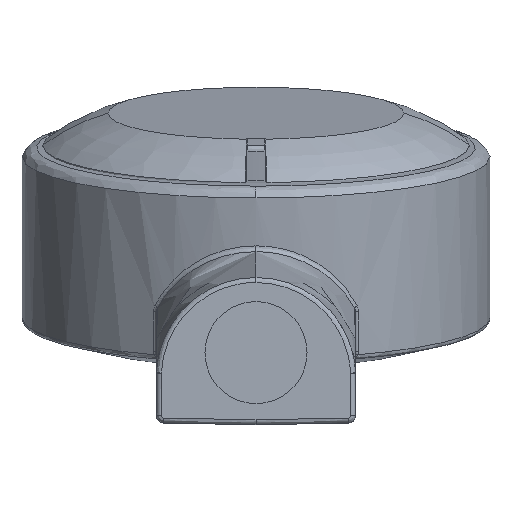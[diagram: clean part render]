
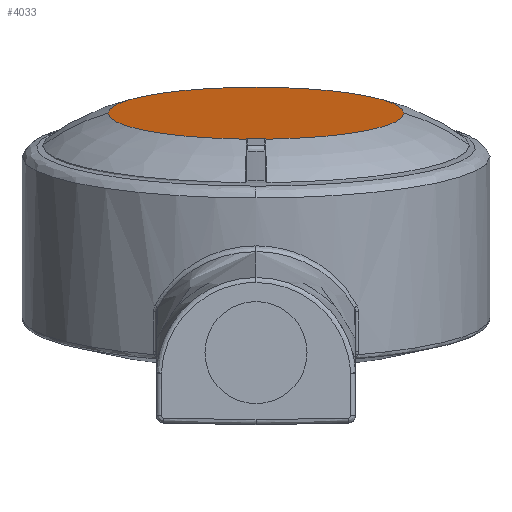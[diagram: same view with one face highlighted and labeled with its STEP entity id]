
A CAD part, front view. The second image highlights one B-rep face of the part: STEP entity #4033.
In plain terms, the highlighted face is planar.
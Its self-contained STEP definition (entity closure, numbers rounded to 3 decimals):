
#157 = EDGE_LOOP ( 'NONE', ( #1541, #1467 ) ) ;
#325 = EDGE_CURVE ( 'NONE', #2300, #4151, #464, .T. ) ;
#464 = CIRCLE ( 'NONE', #3138, 29.75 ) ;
#633 = CIRCLE ( 'NONE', #1388, 29.75 ) ;
#1114 = CARTESIAN_POINT ( 'NONE',  ( 0., -9.5, 0. ) ) ;
#1388 = AXIS2_PLACEMENT_3D ( 'NONE', #3971, #2321, #1955 ) ;
#1467 = ORIENTED_EDGE ( 'NONE', *, *, #325, .T. ) ;
#1541 = ORIENTED_EDGE ( 'NONE', *, *, #3406, .T. ) ;
#1558 = AXIS2_PLACEMENT_3D ( 'NONE', #4162, #3181, #2528 ) ;
#1618 = CARTESIAN_POINT ( 'NONE',  ( 0., -9.5, 29.75 ) ) ;
#1955 = DIRECTION ( 'NONE',  ( 0., 0., -1. ) ) ;
#2138 = FACE_OUTER_BOUND ( 'NONE', #157, .T. ) ;
#2300 = VERTEX_POINT ( 'NONE', #1618 ) ;
#2321 = DIRECTION ( 'NONE',  ( 0., -1., 0. ) ) ;
#2384 = DIRECTION ( 'NONE',  ( 0., -1., 0. ) ) ;
#2507 = CARTESIAN_POINT ( 'NONE',  ( 0., -9.5, -29.75 ) ) ;
#2528 = DIRECTION ( 'NONE',  ( -1., 0., 0. ) ) ;
#2549 = PLANE ( 'NONE',  #1558 ) ;
#3138 = AXIS2_PLACEMENT_3D ( 'NONE', #1114, #2384, #3338 ) ;
#3181 = DIRECTION ( 'NONE',  ( 0., 1., 0. ) ) ;
#3338 = DIRECTION ( 'NONE',  ( 0., 0., -1. ) ) ;
#3406 = EDGE_CURVE ( 'NONE', #4151, #2300, #633, .T. ) ;
#3971 = CARTESIAN_POINT ( 'NONE',  ( 0., -9.5, 0. ) ) ;
#4033 = ADVANCED_FACE ( 'NONE', ( #2138 ), #2549, .F. ) ;
#4151 = VERTEX_POINT ( 'NONE', #2507 ) ;
#4162 = CARTESIAN_POINT ( 'NONE',  ( 30.94, -9.5, -30.961 ) ) ;
